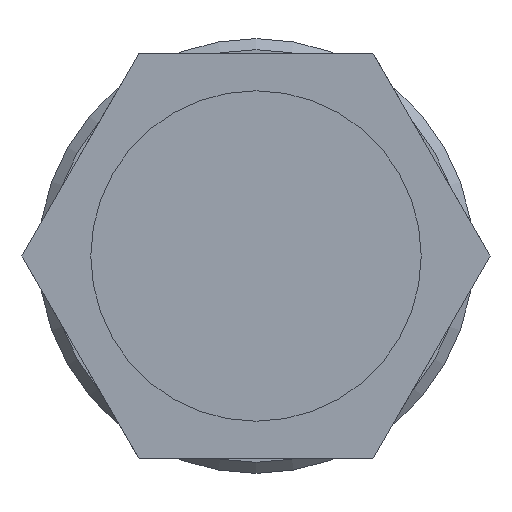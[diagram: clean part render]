
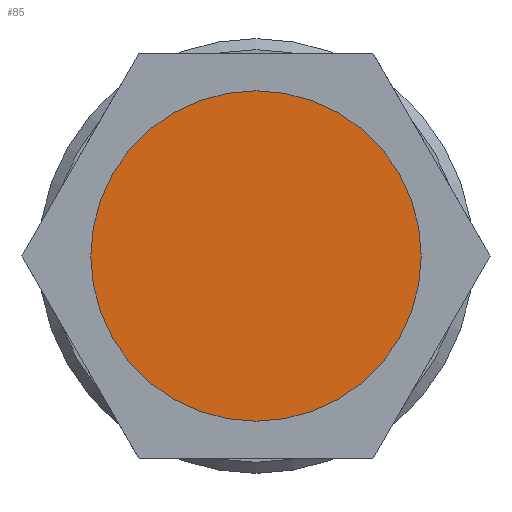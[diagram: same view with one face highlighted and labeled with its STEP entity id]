
A CAD part, front view. The second image highlights one B-rep face of the part: STEP entity #85.
In plain terms, the highlighted planar face has unit normal (0, -1, 0).
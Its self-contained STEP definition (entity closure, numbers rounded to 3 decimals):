
#85 = ADVANCED_FACE( '', ( #181 ), #182, .T. );
#181 = FACE_OUTER_BOUND( '', #272, .T. );
#182 = PLANE( '', #273 );
#272 = EDGE_LOOP( '', ( #420 ) );
#273 = AXIS2_PLACEMENT_3D( '', #421, #422, #423 );
#420 = ORIENTED_EDGE( '', *, *, #494, .T. );
#421 = CARTESIAN_POINT( '', ( 0., 39.5, 0. ) );
#422 = DIRECTION( '', ( 0., -1., 0. ) );
#423 = DIRECTION( '', ( 0., 0., -1. ) );
#494 = EDGE_CURVE( '', #576, #576, #577, .T. );
#576 = VERTEX_POINT( '', #773 );
#577 = CIRCLE( '', #774, 25.5 );
#773 = CARTESIAN_POINT( '', ( 0., 39.5, -25.5 ) );
#774 = AXIS2_PLACEMENT_3D( '', #833, #834, #835 );
#833 = CARTESIAN_POINT( '', ( 0., 39.5, 0. ) );
#834 = DIRECTION( '', ( 0., -1., 0. ) );
#835 = DIRECTION( '', ( 0., 0., -1. ) );
